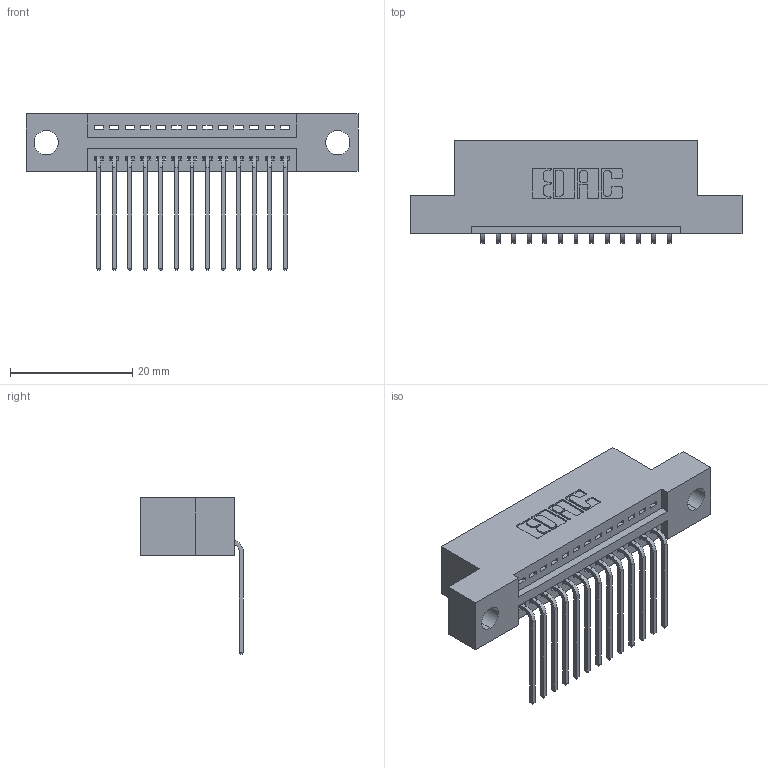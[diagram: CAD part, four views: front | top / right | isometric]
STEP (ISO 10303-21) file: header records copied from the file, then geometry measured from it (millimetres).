
FILE_DESCRIPTION (( 'STEP AP203' ), '1' );
FILE_NAME ('345-013-559-104.STEP', '2018-08-18T07:16:59', ( '' ), ( '' ), 'SwSTEP 2.0', 'SolidWorks 2016', '' );
FILE_SCHEMA (( 'CONFIG_CONTROL_DESIGN' ));
Length unit declared in the file: inch
Products named in the file (3): 345-292-001_558 559 Tail - 1; 345-013-559-104; 345 Part_Flush Mounting Lugs - 0.156 Dia-TH
Assembly tree (14 placements, depth 2):
  345-013-559-104
    345 Part_Flush Mounting Lugs - 0.156 Dia-TH
    345-292-001_558 559 Tail - 1  x13
Bounding box: 54.23 x 16.75 x 25.53 mm (x, y, z)
Volume: 4868.6 mm3; surface area: 6139.1 mm2
Topology: 14 solids, 14 shells, 906 faces, 2707 edges, 1786 vertices
Faces by surface type: plane 626, cylinder 280
Entity records: 13775 total; most frequent: CARTESIAN_POINT 2395, ORIENTED_EDGE 2342, DIRECTION 2133, EDGE_CURVE 1171, VECTOR 987, LINE 987, VERTEX_POINT 778, AXIS2_PLACEMENT_3D 573
